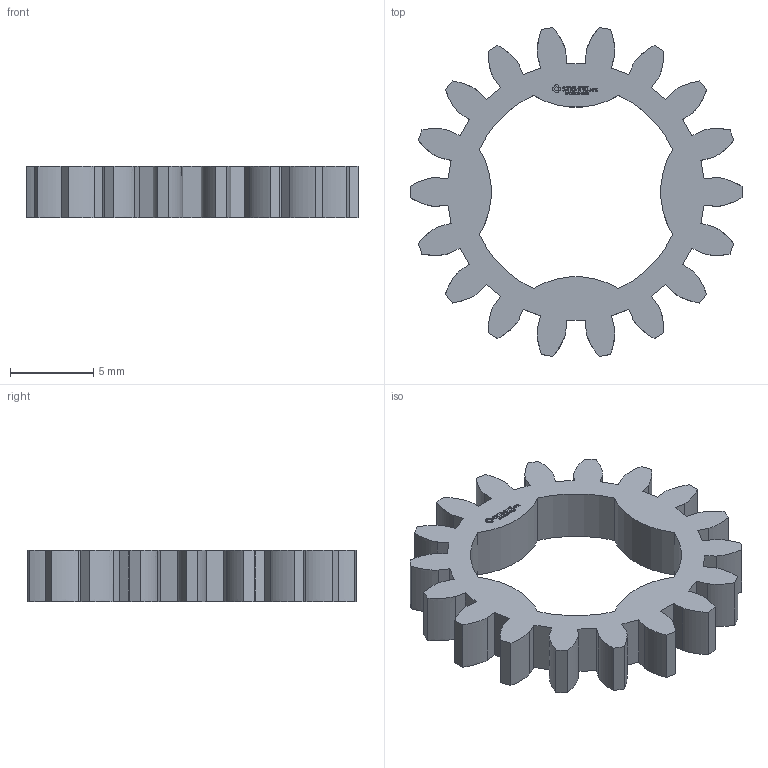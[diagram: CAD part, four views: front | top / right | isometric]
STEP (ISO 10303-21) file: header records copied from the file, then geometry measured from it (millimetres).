
FILE_DESCRIPTION(('FreeCAD Model'),'2;1');
FILE_NAME('Open CASCADE Shape Model','2024-03-09T17:36:12',(''),(''), 'Open CASCADE STEP processor 7.6','FreeCAD','Unknown');
FILE_SCHEMA(('AUTOMOTIVE_DESIGN { 1 0 10303 214 1 1 1 1 }'));
Length unit declared in the file: millimetre
Products named in the file (1): Gear Wheel PLN TTH18 BU00.25 SFT-SHD - SPN-GWH-0049 (stemfie.org)
Bounding box: 19.99 x 19.8 x 3.12 mm (x, y, z)
Volume: 430 mm3; surface area: 772.7 mm2
Topology: 1 solids, 1 shells, 584 faces, 1650 edges, 1100 vertices
Faces by surface type: plane 322, extrusion 254, cylinder 8
Entity records: 47665 total; most frequent: CARTESIAN_POINT 12255, DIRECTION 4866, VECTOR 4156, LINE 3902, ORIENTED_EDGE 3300, PCURVE 3300, DEFINITIONAL_REPRESENTATION 3300, EDGE_CURVE 1650
